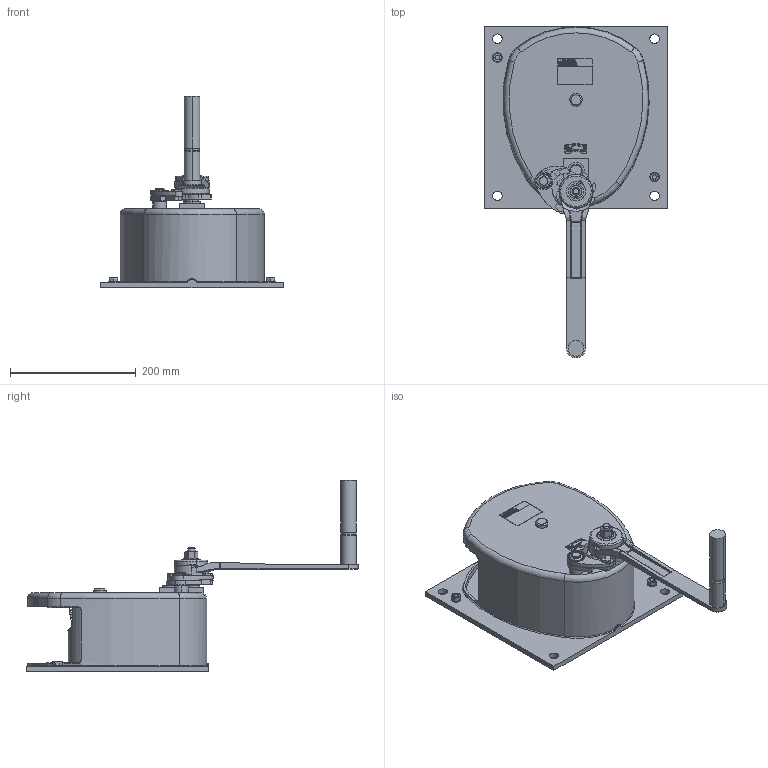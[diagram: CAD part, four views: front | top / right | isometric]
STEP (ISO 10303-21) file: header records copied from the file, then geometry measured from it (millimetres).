
FILE_DESCRIPTION(('Creo Elements/Direct Modeling STEP Export'),'2;1');
FILE_NAME('203241.stp','2022-04-20T 8:57:51',(''),(''),'Creo Elements/Direct Modeling STEP processor for AP214 (Solid Model)','Creo Elements/Direct Modeling 20.1C 13-Oct-2019 (C) Parametric Technology GmbH','');
FILE_SCHEMA(('AUTOMOTIVE_DESIGN { 1 0 10303 214 1 1 1 1 }'));
Length unit declared in the file: millimetre
Products named in the file (3): Kurbel_101397; Winde; Seilwinde_Typ_220_1_203241
Assembly tree (2 placements, depth 2):
  Seilwinde_Typ_220_1_203241
    Winde
    Kurbel_101397
Bounding box: 290 x 528.1 x 304.56 mm (x, y, z)
Volume: 1896179 mm3; surface area: 703853.1 mm2
Topology: 2 solids, 6 shells, 1137 faces, 6371 edges, 5431 vertices
Faces by surface type: cylinder 478, plane 398, cone 110, bspline 74, torus 66, extrusion 9, sphere 2
Entity records: 94764 total; most frequent: CARTESIAN_POINT 43375, ORIENTED_EDGE 12722, DIRECTION 8079, EDGE_CURVE 6361, VERTEX_POINT 5431, VECTOR 4641, LINE 4631, AXIS2_PLACEMENT_3D 1719
